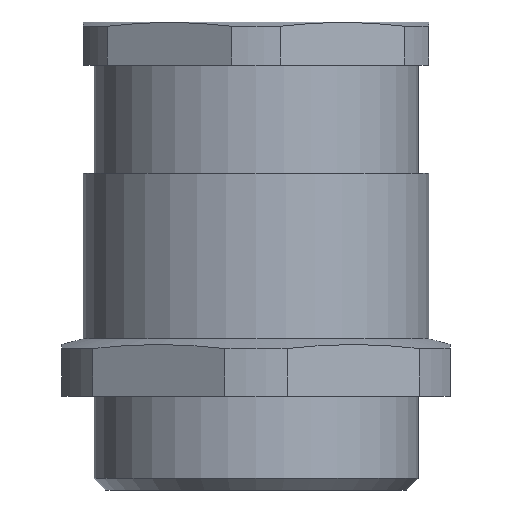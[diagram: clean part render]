
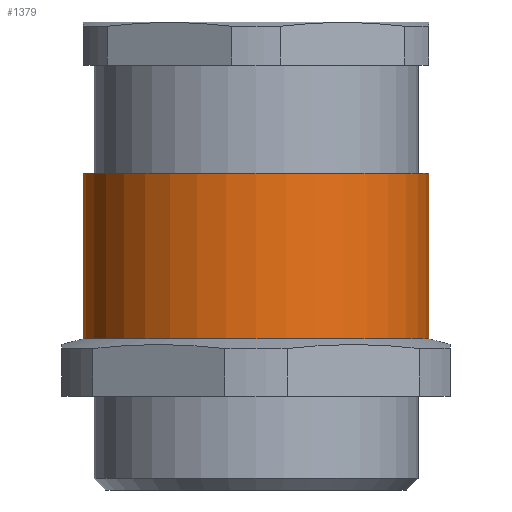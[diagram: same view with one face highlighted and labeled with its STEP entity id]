
A CAD part, front view. The second image highlights one B-rep face of the part: STEP entity #1379.
In plain terms, the highlighted cylindrical face has radius 12 mm (diameter 24 mm), a full revolution.
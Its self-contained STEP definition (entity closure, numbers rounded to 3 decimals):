
#32=CIRCLE('',#1459,12.);
#38=CIRCLE('',#1476,12.);
#70=CYLINDRICAL_SURFACE('',#1475,12.);
#99=FACE_BOUND('',#252,.T.);
#166=FACE_OUTER_BOUND('',#251,.T.);
#251=EDGE_LOOP('',(#1171));
#252=EDGE_LOOP('',(#1172));
#654=VERTEX_POINT('',#2157);
#664=VERTEX_POINT('',#2207);
#823=EDGE_CURVE('',#654,#654,#32,.T.);
#842=EDGE_CURVE('',#664,#664,#38,.T.);
#1171=ORIENTED_EDGE('',*,*,#823,.T.);
#1172=ORIENTED_EDGE('',*,*,#842,.F.);
#1379=ADVANCED_FACE('',(#166,#99),#70,.T.);
#1459=AXIS2_PLACEMENT_3D('',#2158,#1743,#1744);
#1475=AXIS2_PLACEMENT_3D('',#2206,#1783,#1784);
#1476=AXIS2_PLACEMENT_3D('',#2208,#1785,#1786);
#1743=DIRECTION('center_axis',(0.,0.,1.));
#1744=DIRECTION('ref_axis',(0.,-1.,0.));
#1783=DIRECTION('center_axis',(0.,0.,1.));
#1784=DIRECTION('ref_axis',(0.,-1.,0.));
#1785=DIRECTION('center_axis',(0.,0.,1.));
#1786=DIRECTION('ref_axis',(0.,-1.,0.));
#2157=CARTESIAN_POINT('',(0.,12.,-11.5));
#2158=CARTESIAN_POINT('Origin',(0.,0.,-11.5));
#2206=CARTESIAN_POINT('Origin',(0.,0.,0.));
#2207=CARTESIAN_POINT('',(0.,-12.,0.));
#2208=CARTESIAN_POINT('Origin',(0.,0.,0.));
